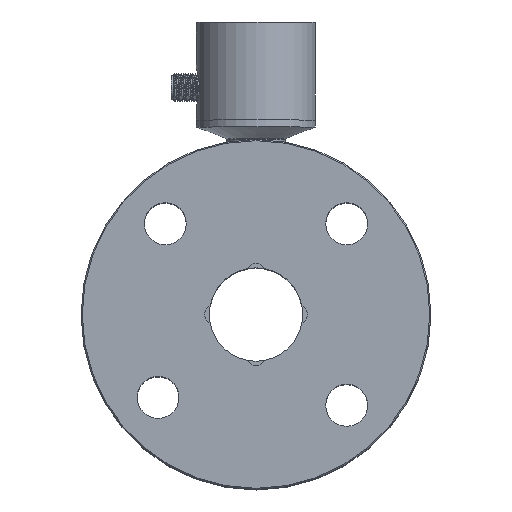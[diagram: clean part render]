
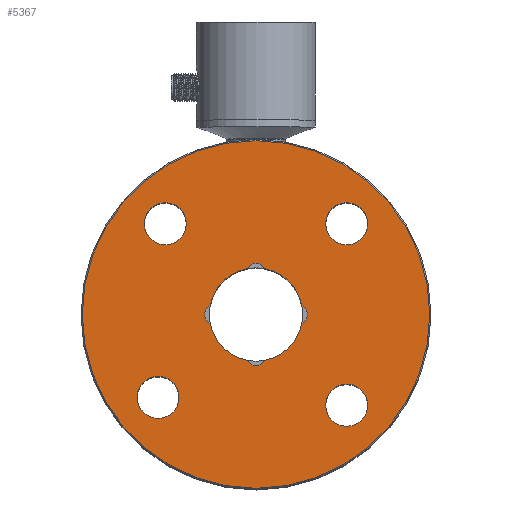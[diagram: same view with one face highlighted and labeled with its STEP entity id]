
A CAD part, top view. The second image highlights one B-rep face of the part: STEP entity #5367.
In plain terms, the highlighted planar face has unit normal (0, 0, 1).
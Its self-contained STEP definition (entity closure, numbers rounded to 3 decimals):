
#4192=PLANE('',#13602);
#5367=ADVANCED_FACE('',(#5718,#5719,#5720,#5721,#5722,#5723),#4192,.T.);
#5718=FACE_BOUND('',#6516,.T.);
#5719=FACE_BOUND('',#6517,.T.);
#5720=FACE_BOUND('',#6518,.T.);
#5721=FACE_BOUND('',#6519,.T.);
#5722=FACE_BOUND('',#6520,.T.);
#5723=FACE_BOUND('',#6521,.T.);
#6516=EDGE_LOOP('',(#9655));
#6517=EDGE_LOOP('',(#9656));
#6518=EDGE_LOOP('',(#9657));
#6519=EDGE_LOOP('',(#9658));
#6520=EDGE_LOOP('',(#9659));
#6521=EDGE_LOOP('',(#9660,#9661,#9662,#9663,#9664,#9665,#9666,#9667));
#9655=ORIENTED_EDGE('',*,*,#12520,.F.);
#9656=ORIENTED_EDGE('',*,*,#12521,.F.);
#9657=ORIENTED_EDGE('',*,*,#12522,.F.);
#9658=ORIENTED_EDGE('',*,*,#12523,.F.);
#9659=ORIENTED_EDGE('',*,*,#12524,.T.);
#9660=ORIENTED_EDGE('',*,*,#12519,.F.);
#9661=ORIENTED_EDGE('',*,*,#12517,.T.);
#9662=ORIENTED_EDGE('',*,*,#12515,.T.);
#9663=ORIENTED_EDGE('',*,*,#12513,.F.);
#9664=ORIENTED_EDGE('',*,*,#12511,.T.);
#9665=ORIENTED_EDGE('',*,*,#12509,.T.);
#9666=ORIENTED_EDGE('',*,*,#12507,.F.);
#9667=ORIENTED_EDGE('',*,*,#12504,.F.);
#10906=VERTEX_POINT('',#25947);
#10907=VERTEX_POINT('',#25948);
#10908=VERTEX_POINT('',#25953);
#10909=VERTEX_POINT('',#25957);
#10910=VERTEX_POINT('',#25961);
#10911=VERTEX_POINT('',#25965);
#10912=VERTEX_POINT('',#25969);
#10913=VERTEX_POINT('',#25973);
#10914=VERTEX_POINT('',#25979);
#10915=VERTEX_POINT('',#25981);
#10916=VERTEX_POINT('',#25983);
#10917=VERTEX_POINT('',#25985);
#10918=VERTEX_POINT('',#25987);
#12504=EDGE_CURVE('',#10906,#10907,#12773,.T.);
#12507=EDGE_CURVE('',#10907,#10908,#12774,.T.);
#12509=EDGE_CURVE('',#10909,#10908,#12775,.T.);
#12511=EDGE_CURVE('',#10910,#10909,#12776,.T.);
#12513=EDGE_CURVE('',#10910,#10911,#12777,.T.);
#12515=EDGE_CURVE('',#10912,#10911,#12778,.T.);
#12517=EDGE_CURVE('',#10913,#10912,#12779,.T.);
#12519=EDGE_CURVE('',#10913,#10906,#12780,.T.);
#12520=EDGE_CURVE('',#10914,#10914,#12781,.T.);
#12521=EDGE_CURVE('',#10915,#10915,#12782,.T.);
#12522=EDGE_CURVE('',#10916,#10916,#12783,.T.);
#12523=EDGE_CURVE('',#10917,#10917,#12784,.T.);
#12524=EDGE_CURVE('',#10918,#10918,#12785,.T.);
#12773=CIRCLE('',#13581,4.);
#12774=CIRCLE('',#13583,20.);
#12775=CIRCLE('',#13585,4.);
#12776=CIRCLE('',#13587,20.);
#12777=CIRCLE('',#13589,4.);
#12778=CIRCLE('',#13591,20.);
#12779=CIRCLE('',#13593,4.);
#12780=CIRCLE('',#13595,20.);
#12781=CIRCLE('',#13597,9.);
#12782=CIRCLE('',#13598,9.);
#12783=CIRCLE('',#13599,9.);
#12784=CIRCLE('',#13600,9.);
#12785=CIRCLE('',#13601,74.5);
#13581=AXIS2_PLACEMENT_3D('',#25946,#16421,#16422);
#13583=AXIS2_PLACEMENT_3D('',#25952,#16427,#16428);
#13585=AXIS2_PLACEMENT_3D('',#25956,#16432,#16433);
#13587=AXIS2_PLACEMENT_3D('',#25960,#16437,#16438);
#13589=AXIS2_PLACEMENT_3D('',#25964,#16442,#16443);
#13591=AXIS2_PLACEMENT_3D('',#25968,#16447,#16448);
#13593=AXIS2_PLACEMENT_3D('',#25972,#16452,#16453);
#13595=AXIS2_PLACEMENT_3D('',#25976,#16457,#16458);
#13597=AXIS2_PLACEMENT_3D('',#25978,#16461,#16462);
#13598=AXIS2_PLACEMENT_3D('',#25980,#16463,#16464);
#13599=AXIS2_PLACEMENT_3D('',#25982,#16465,#16466);
#13600=AXIS2_PLACEMENT_3D('',#25984,#16467,#16468);
#13601=AXIS2_PLACEMENT_3D('',#25986,#16469,#16470);
#13602=AXIS2_PLACEMENT_3D('',#25988,#16471,#16472);
#16421=DIRECTION('',(0.,0.,1.));
#16422=DIRECTION('',(1.,0.,0.));
#16427=DIRECTION('',(0.,0.,1.));
#16428=DIRECTION('',(1.,0.,0.));
#16432=DIRECTION('',(0.,0.,-1.));
#16433=DIRECTION('',(1.,0.,0.));
#16437=DIRECTION('',(0.,0.,-1.));
#16438=DIRECTION('',(1.,0.,0.));
#16442=DIRECTION('',(0.,0.,1.));
#16443=DIRECTION('',(1.,0.,0.));
#16447=DIRECTION('',(0.,0.,-1.));
#16448=DIRECTION('',(1.,0.,0.));
#16452=DIRECTION('',(0.,0.,-1.));
#16453=DIRECTION('',(1.,0.,0.));
#16457=DIRECTION('',(0.,0.,1.));
#16458=DIRECTION('',(1.,0.,0.));
#16461=DIRECTION('',(0.,0.,1.));
#16462=DIRECTION('',(0.707,0.707,0.));
#16463=DIRECTION('',(0.,0.,1.));
#16464=DIRECTION('',(0.707,0.707,0.));
#16465=DIRECTION('',(0.,0.,1.));
#16466=DIRECTION('',(0.707,0.707,0.));
#16467=DIRECTION('',(0.,0.,1.));
#16468=DIRECTION('',(0.707,0.707,0.));
#16469=DIRECTION('',(0.,0.,1.));
#16470=DIRECTION('',(1.,0.,0.));
#16471=DIRECTION('',(0.,0.,1.));
#16472=DIRECTION('',(1.,0.,0.));
#25946=CARTESIAN_POINT('',(0.,-18.,68.));
#25947=CARTESIAN_POINT('',(-3.636,-19.667,68.));
#25948=CARTESIAN_POINT('',(3.636,-19.667,68.));
#25952=CARTESIAN_POINT('',(0.,0.,68.));
#25953=CARTESIAN_POINT('',(19.667,-3.636,68.));
#25956=CARTESIAN_POINT('',(18.,0.,68.));
#25957=CARTESIAN_POINT('',(19.667,3.636,68.));
#25960=CARTESIAN_POINT('',(0.,0.,68.));
#25961=CARTESIAN_POINT('',(3.636,19.667,68.));
#25964=CARTESIAN_POINT('',(0.,18.,68.));
#25965=CARTESIAN_POINT('',(-3.636,19.667,68.));
#25968=CARTESIAN_POINT('',(0.,0.,68.));
#25969=CARTESIAN_POINT('',(-19.667,3.636,68.));
#25972=CARTESIAN_POINT('',(-18.,0.,68.));
#25973=CARTESIAN_POINT('',(-19.667,-3.636,68.));
#25976=CARTESIAN_POINT('',(0.,0.,68.));
#25978=CARTESIAN_POINT('',(-41.979,-35.535,68.));
#25979=CARTESIAN_POINT('',(-35.615,-29.171,68.));
#25980=CARTESIAN_POINT('',(38.891,-38.891,68.));
#25981=CARTESIAN_POINT('',(45.255,-32.527,68.));
#25982=CARTESIAN_POINT('',(-38.891,38.891,68.));
#25983=CARTESIAN_POINT('',(-32.527,45.255,68.));
#25984=CARTESIAN_POINT('',(38.891,38.891,68.));
#25985=CARTESIAN_POINT('',(45.255,45.255,68.));
#25986=CARTESIAN_POINT('',(0.,0.,68.));
#25987=CARTESIAN_POINT('',(74.5,0.,68.));
#25988=CARTESIAN_POINT('',(0.,0.,68.));
